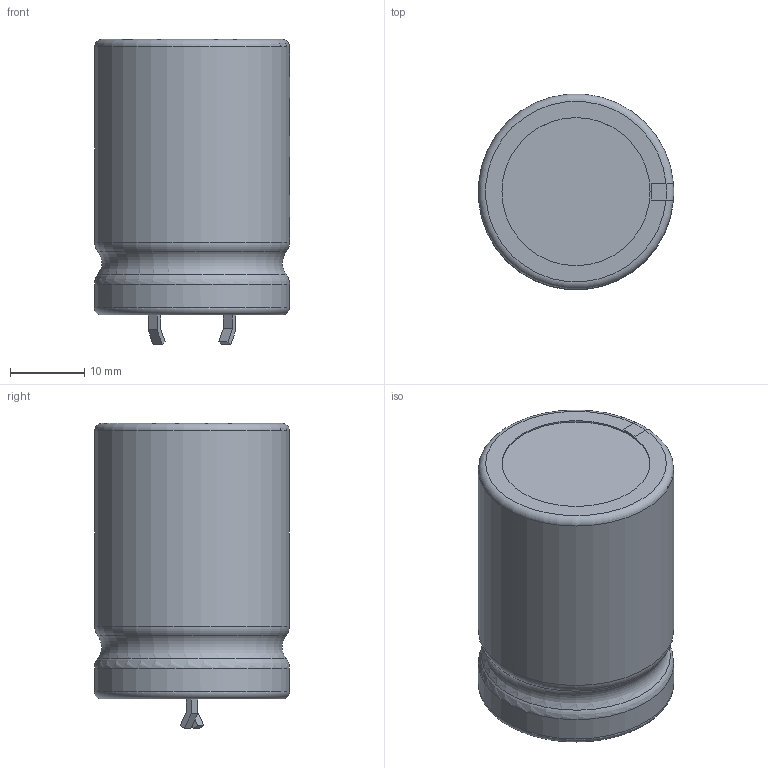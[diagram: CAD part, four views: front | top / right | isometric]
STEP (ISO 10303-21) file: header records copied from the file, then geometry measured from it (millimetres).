
FILE_DESCRIPTION(/* description */ (''),/* implementation_level */ '2;1');
FILE_NAME(/* name */ 'CAPPR1000-2640X3720.stp',/* time_stamp */ '2015-06-09T15:23:43+02:00',/* author */ ('admchouv'),/* organization */ (''),/* preprocessor_version */ 'ST-DEVELOPER v15.5',/* originating_system */ 'AutoCAD Mechanical',/* authorisation */ '');
FILE_SCHEMA (('AUTOMOTIVE_DESIGN { 1 0 10303 214 3 1 1 }'));
Length unit declared in the file: millimetre
Products named in the file (1): Product
Bounding box: 26.38 x 26.38 x 41.2 mm (x, y, z)
Volume: 20211.3 mm3; surface area: 6780.7 mm2
Topology: 11 solids, 11 shells, 96 faces, 211 edges, 138 vertices
Faces by surface type: plane 74, cylinder 11, torus 11
Full cylindrical faces by diameter (mm): 20 x2, 21 x2, 26.4 x1
Entity records: 2709 total; most frequent: CARTESIAN_POINT 622, DIRECTION 408, ORIENTED_EDGE 392, EDGE_CURVE 196, LINE 136, VECTOR 136, AXIS2_PLACEMENT_3D 136, VERTEX_POINT 134
